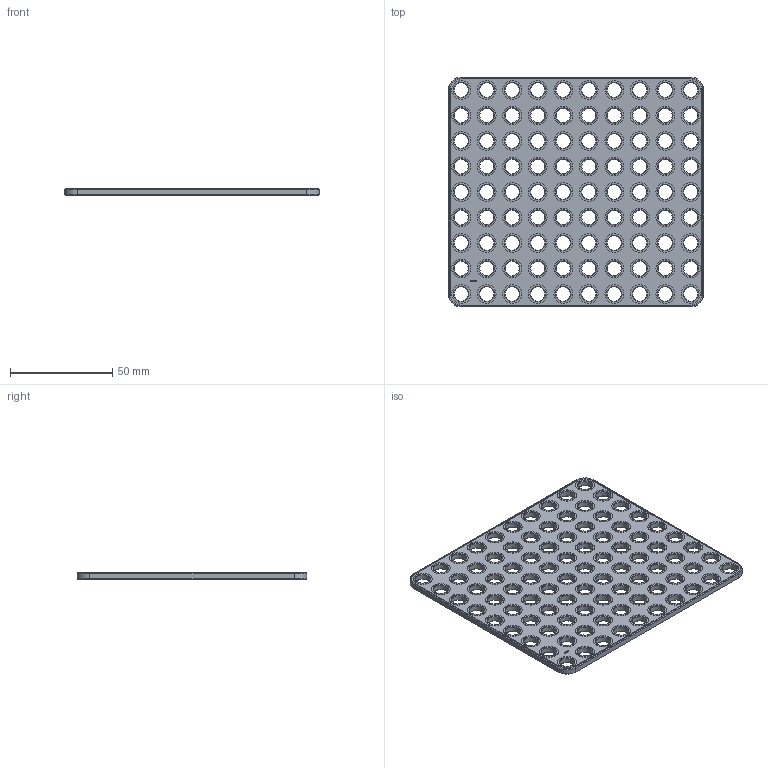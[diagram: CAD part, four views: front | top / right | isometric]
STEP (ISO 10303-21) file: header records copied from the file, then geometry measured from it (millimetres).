
FILE_DESCRIPTION(('FreeCAD Model'),'2;1');
FILE_NAME('Open CASCADE Shape Model','2024-10-08T18:17:02',(''),(''), 'Open CASCADE STEP processor 7.7','FreeCAD','Unknown');
FILE_SCHEMA(('AUTOMOTIVE_DESIGN { 1 0 10303 214 1 1 1 1 }'));
Length unit declared in the file: millimetre
Products named in the file (1): Plate RCT CRNR BU10x09x00.25 - SPN-PLT-0120 (stemfie.org)
Bounding box: 125 x 112.5 x 3.12 mm (x, y, z)
Volume: 31256.5 mm3; surface area: 28541.7 mm2
Topology: 1 solids, 1 shells, 922 faces, 2198 edges, 1400 vertices
Faces by surface type: plane 414, cylinder 188, cone 188, extrusion 132
Full cylindrical faces by diameter (mm): 7 x90, 9.2 x90
Entity records: 27315 total; most frequent: CARTESIAN_POINT 5604, ORIENTED_EDGE 4396, DIRECTION 4212, EDGE_CURVE 2198, VECTOR 1502, VERTEX_POINT 1400, LINE 1370, AXIS2_PLACEMENT_3D 1355
